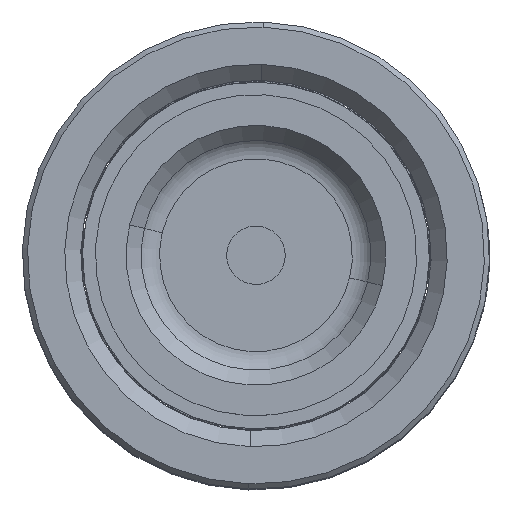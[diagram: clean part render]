
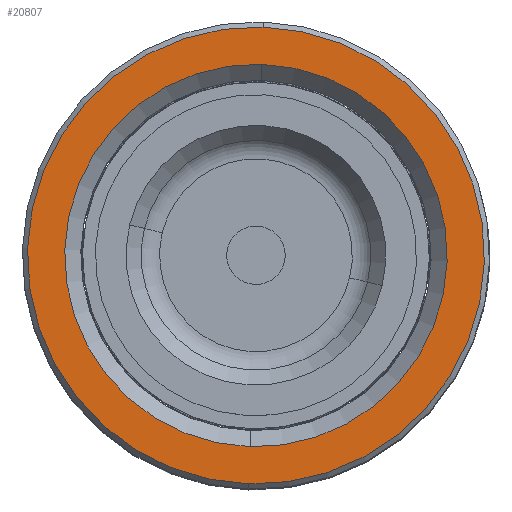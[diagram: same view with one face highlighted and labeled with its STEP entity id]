
A CAD part, top view. The second image highlights one B-rep face of the part: STEP entity #20807.
In plain terms, the highlighted planar face has unit normal (0, 0, 1).
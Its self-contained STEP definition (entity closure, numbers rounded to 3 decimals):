
#419 = VERTEX_POINT ( 'NONE', #19274 ) ;
#493 = AXIS2_PLACEMENT_3D ( 'NONE', #29994, #30116, #24002 ) ;
#1736 = DIRECTION ( 'NONE',  ( 1., 0., 0. ) ) ;
#2263 = AXIS2_PLACEMENT_3D ( 'NONE', #29254, #23267, #34834 ) ;
#2545 = EDGE_CURVE ( 'NONE', #3544, #7185, #10948, .T. ) ;
#2629 = AXIS2_PLACEMENT_3D ( 'NONE', #3790, #15767, #4059 ) ;
#2695 = DIRECTION ( 'NONE',  ( 0., 0., 1. ) ) ;
#3082 = PLANE ( 'NONE',  #13953 ) ;
#3544 = VERTEX_POINT ( 'NONE', #30845 ) ;
#3790 = CARTESIAN_POINT ( 'NONE',  ( 0., 0., 80. ) ) ;
#4059 = DIRECTION ( 'NONE',  ( 1., 0., 0. ) ) ;
#5448 = CARTESIAN_POINT ( 'NONE',  ( 0., 0., 80. ) ) ;
#5955 = VERTEX_POINT ( 'NONE', #29102 ) ;
#7185 = VERTEX_POINT ( 'NONE', #30375 ) ;
#8199 = CIRCLE ( 'NONE', #2629, 26.2 ) ;
#9633 = CIRCLE ( 'NONE', #2263, 31.3 ) ;
#10948 = CIRCLE ( 'NONE', #13399, 26.2 ) ;
#13399 = AXIS2_PLACEMENT_3D ( 'NONE', #28943, #22462, #1736 ) ;
#13953 = AXIS2_PLACEMENT_3D ( 'NONE', #5448, #2695, #26493 ) ;
#14709 = EDGE_CURVE ( 'NONE', #5955, #419, #23271, .T. ) ;
#15767 = DIRECTION ( 'NONE',  ( 0., 0., -1. ) ) ;
#16163 = EDGE_CURVE ( 'NONE', #419, #5955, #9633, .T. ) ;
#16436 = FACE_BOUND ( 'NONE', #27929, .T. ) ;
#17835 = ORIENTED_EDGE ( 'NONE', *, *, #2545, .T. ) ;
#19274 = CARTESIAN_POINT ( 'NONE',  ( 31.3, 0., 80. ) ) ;
#20807 = ADVANCED_FACE ( 'NONE', ( #35276, #16436 ), #3082, .T. ) ;
#22337 = ORIENTED_EDGE ( 'NONE', *, *, #34361, .T. ) ;
#22462 = DIRECTION ( 'NONE',  ( 0., 0., -1. ) ) ;
#23267 = DIRECTION ( 'NONE',  ( 0., 0., 1. ) ) ;
#23271 = CIRCLE ( 'NONE', #493, 31.3 ) ;
#24002 = DIRECTION ( 'NONE',  ( 1., 0., 0. ) ) ;
#26493 = DIRECTION ( 'NONE',  ( 1., 0., 0. ) ) ;
#27929 = EDGE_LOOP ( 'NONE', ( #17835, #22337 ) ) ;
#28943 = CARTESIAN_POINT ( 'NONE',  ( 0., 0., 80. ) ) ;
#29102 = CARTESIAN_POINT ( 'NONE',  ( -31.3, 0., 80. ) ) ;
#29254 = CARTESIAN_POINT ( 'NONE',  ( 0., 0., 80. ) ) ;
#29785 = ORIENTED_EDGE ( 'NONE', *, *, #14709, .T. ) ;
#29994 = CARTESIAN_POINT ( 'NONE',  ( 0., 0., 80. ) ) ;
#30116 = DIRECTION ( 'NONE',  ( 0., 0., 1. ) ) ;
#30375 = CARTESIAN_POINT ( 'NONE',  ( -26.2, 0., 80. ) ) ;
#30845 = CARTESIAN_POINT ( 'NONE',  ( 26.2, 0., 80. ) ) ;
#32390 = ORIENTED_EDGE ( 'NONE', *, *, #16163, .T. ) ;
#34361 = EDGE_CURVE ( 'NONE', #7185, #3544, #8199, .T. ) ;
#34834 = DIRECTION ( 'NONE',  ( 1., 0., 0. ) ) ;
#35276 = FACE_OUTER_BOUND ( 'NONE', #35711, .T. ) ;
#35711 = EDGE_LOOP ( 'NONE', ( #29785, #32390 ) ) ;
